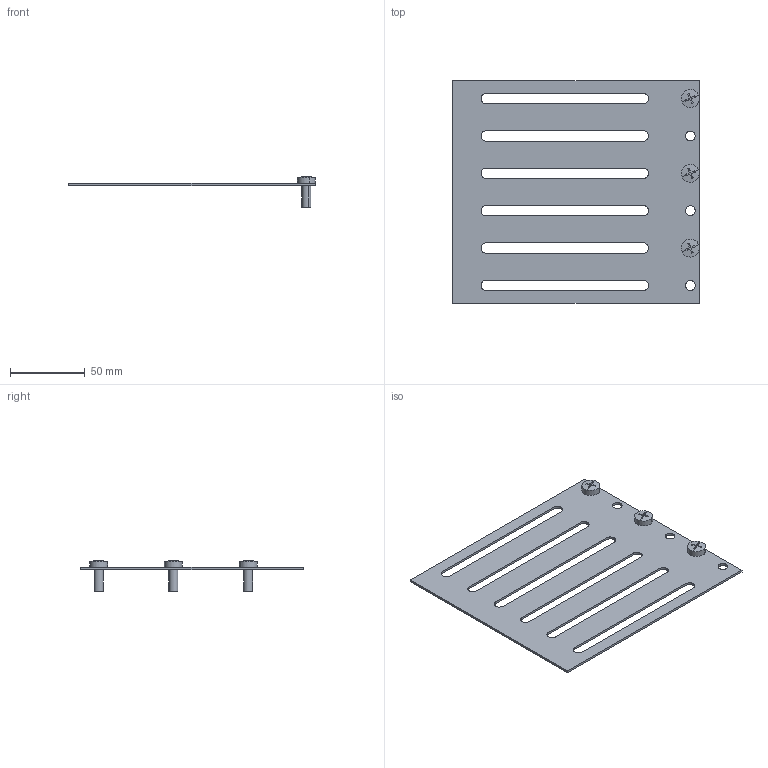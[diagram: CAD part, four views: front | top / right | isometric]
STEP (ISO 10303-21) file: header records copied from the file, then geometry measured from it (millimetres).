
FILE_DESCRIPTION (( 'STEP AP214' ), '1' );
FILE_NAME ('ADH6 Äåðæàòåëü DIN-ðååê 6 êàíàëîâ.step', '2020-11-05T13:35:42', ( '' ), ( '' ), 'SwSTEP 2.0', 'SolidWorks 2019', '' );
FILE_SCHEMA (( 'AUTOMOTIVE_DESIGN' ));
Length unit declared in the file: millimetre
Products named in the file (3): Âèíò ñàìîíàðåçàþùèé Ì6 DIN 7516À_6å16; AVT001.00.03.01 Äåðæàòåëü DIN-ðååê 6 êàíàëîâ_00; ADH6 Äåðæàòåëü DIN-ðååê 6 êàíàëîâ
Assembly tree (4 placements, depth 2):
  ADH6 Äåðæàòåëü DIN-ðååê 6 êàíàëîâ
    AVT001.00.03.01 Äåðæàòåëü DIN-ðååê 6 êàíàëîâ_00
    Âèíò ñàìîíàðåçàþùèé Ì6 DIN 7516À_6å16  x3
Bounding box: 165 x 149 x 20.59 mm (x, y, z)
Volume: 32315.6 mm3; surface area: 44996.1 mm2
Topology: 4 solids, 4 shells, 111 faces, 300 edges, 200 vertices
Faces by surface type: plane 63, cylinder 42, sphere 6
Entity records: 2426 total; most frequent: DIRECTION 430, CARTESIAN_POINT 396, ORIENTED_EDGE 384, EDGE_CURVE 192, AXIS2_PLACEMENT_3D 162, VERTEX_POINT 128, LINE 106, VECTOR 106
